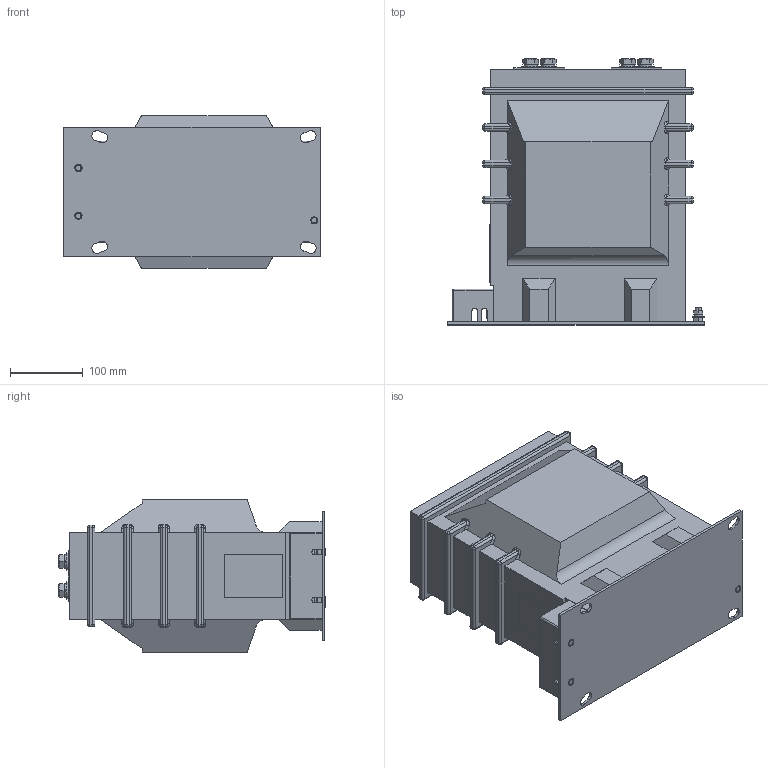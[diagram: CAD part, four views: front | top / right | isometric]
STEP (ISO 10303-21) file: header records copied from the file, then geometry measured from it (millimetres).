
FILE_DESCRIPTION (( 'STEP AP214' ), '1' );
FILE_NAME ('ﾒﾋﾊ-ﾑﾒ-35-1_ﾒﾎﾋ-ﾑﾒ-35-1.STEP', '2023-08-09T20:00:55', ( '' ), ( '' ), 'SwSTEP 2.0', 'SolidWorks 2019', '' );
FILE_SCHEMA (( 'AUTOMOTIVE_DESIGN' ));
Length unit declared in the file: millimetre
Products named in the file (1): ﾒﾋﾊ-ﾑﾒ-35-1_ﾒﾎﾋ-ﾑﾒ-35-1
Bounding box: 353 x 367.6 x 210 mm (x, y, z)
Volume: 15099835.4 mm3; surface area: 551890 mm2
Topology: 53 solids, 53 shells, 1386 faces, 3454 edges, 2190 vertices
Faces by surface type: plane 664, cylinder 335, bspline 178, cone 141, sphere 38, torus 30
Entity records: 62906 total; most frequent: CARTESIAN_POINT 15459, ORIENTED_EDGE 6832, DIRECTION 6088, EDGE_CURVE 3416, VERTEX_POINT 2190, AXIS2_PLACEMENT_3D 2147, VECTOR 1794, LINE 1794
